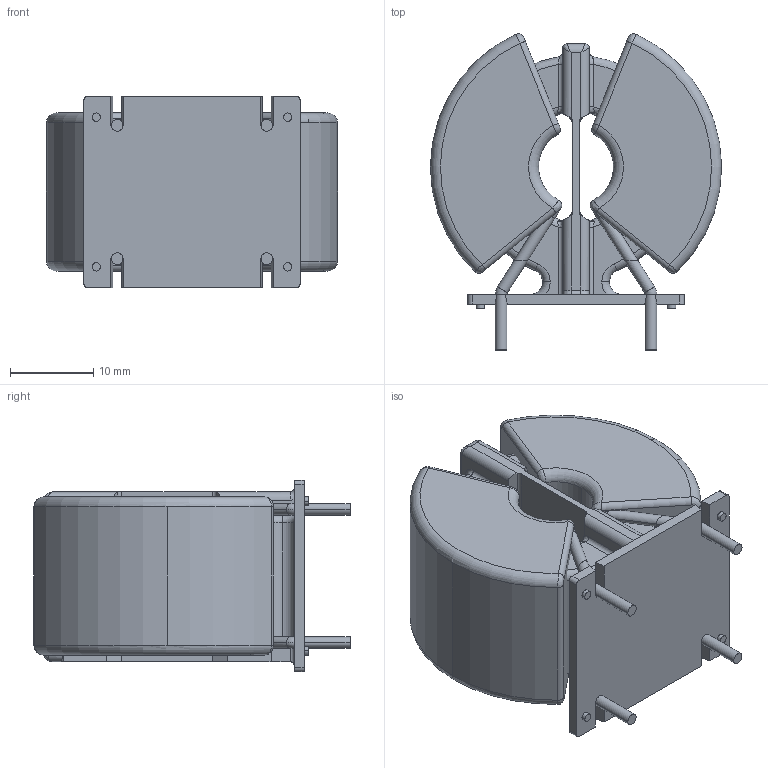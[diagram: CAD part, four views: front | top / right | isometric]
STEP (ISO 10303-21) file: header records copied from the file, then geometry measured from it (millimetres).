
FILE_DESCRIPTION (( 'STEP AP203' ), '1' );
FILE_NAME ('SC-11-20J.STEP', '2019-01-31T07:04:01', ( '' ), ( '' ), 'SwSTEP 2.0', 'SolidWorks 2018', '' );
FILE_SCHEMA (( 'CONFIG_CONTROL_DESIGN' ));
Length unit declared in the file: millimetre
Products named in the file (1): SC-11-20J
Bounding box: 35 x 38 x 23 mm (x, y, z)
Volume: 16386.2 mm3; surface area: 11583.6 mm2
Topology: 2 solids, 2 shells, 358 faces, 940 edges, 592 vertices
Faces by surface type: plane 153, cylinder 125, torus 34, bspline 34, cone 12
Entity records: 12373 total; most frequent: CARTESIAN_POINT 3721, ORIENTED_EDGE 1872, DIRECTION 1724, EDGE_CURVE 936, AXIS2_PLACEMENT_3D 605, VERTEX_POINT 592, LINE 514, VECTOR 514
